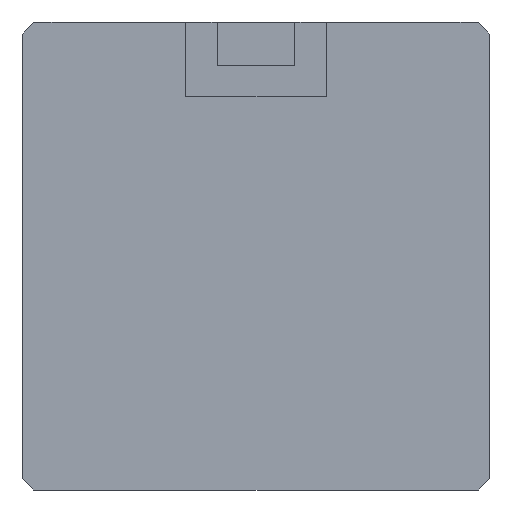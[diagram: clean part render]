
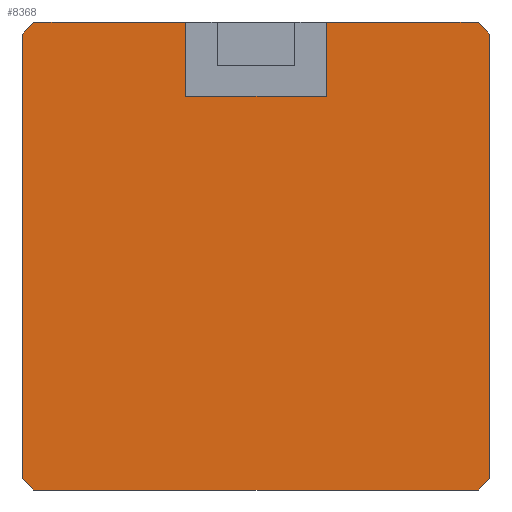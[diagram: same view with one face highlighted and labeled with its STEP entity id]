
A CAD part, front view. The second image highlights one B-rep face of the part: STEP entity #8368.
In plain terms, the highlighted planar face has unit normal (0, -1, 0).
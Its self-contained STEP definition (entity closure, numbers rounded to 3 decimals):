
#496 = EDGE_CURVE ( 'NONE', #1944, #8772, #3014, .T. ) ;
#625 = B_SPLINE_CURVE_WITH_KNOTS ( 'NONE', 3,
 ( #6529, #2226, #10044, #3880 ),
 .UNSPECIFIED., .F., .F.,
 ( 4, 4 ),
 ( 0., 1. ),
 .UNSPECIFIED. ) ;
#761 = VERTEX_POINT ( 'NONE', #9471 ) ;
#783 = CARTESIAN_POINT ( 'NONE',  ( 2.719, -138.719, 1.636 ) ) ;
#804 = CARTESIAN_POINT ( 'NONE',  ( -2.681, -138.719, 3.236 ) ) ;
#834 = CARTESIAN_POINT ( 'NONE',  ( 9.019, -138.719, 3.536 ) ) ;
#890 = CARTESIAN_POINT ( 'NONE',  ( 9.019, -138.719, -8.464 ) ) ;
#1101 = CARTESIAN_POINT ( 'NONE',  ( 9.319, -138.719, 3.236 ) ) ;
#1152 = VERTEX_POINT ( 'NONE', #8355 ) ;
#1158 = EDGE_CURVE ( 'NONE', #7744, #4381, #6955, .T. ) ;
#1234 = B_SPLINE_CURVE_WITH_KNOTS ( 'NONE', 3,
 ( #10737, #5415, #4556, #3604 ),
 .UNSPECIFIED., .F., .F.,
 ( 4, 4 ),
 ( 0., 1. ),
 .UNSPECIFIED. ) ;
#1293 = ORIENTED_EDGE ( 'NONE', *, *, #6692, .T. ) ;
#1520 = EDGE_CURVE ( 'NONE', #761, #8868, #9611, .T. ) ;
#1552 = CARTESIAN_POINT ( 'NONE',  ( 1.519, -138.719, 3.536 ) ) ;
#1656 = ORIENTED_EDGE ( 'NONE', *, *, #10837, .T. ) ;
#1711 = B_SPLINE_CURVE_WITH_KNOTS ( 'NONE', 3,
 ( #1950, #3776, #9934, #2979 ),
 .UNSPECIFIED., .F., .F.,
 ( 4, 4 ),
 ( 0., 1. ),
 .UNSPECIFIED. ) ;
#1755 = B_SPLINE_CURVE_WITH_KNOTS ( 'NONE', 3,
 ( #8503, #8420, #9588, #10368 ),
 .UNSPECIFIED., .F., .F.,
 ( 4, 4 ),
 ( 0., 1. ),
 .UNSPECIFIED. ) ;
#1781 = EDGE_CURVE ( 'NONE', #2928, #9173, #625, .T. ) ;
#1828 = ORIENTED_EDGE ( 'NONE', *, *, #1781, .T. ) ;
#1944 = VERTEX_POINT ( 'NONE', #890 ) ;
#1950 = CARTESIAN_POINT ( 'NONE',  ( 9.319, -138.719, 3.236 ) ) ;
#1984 = CARTESIAN_POINT ( 'NONE',  ( 5.119, -138.719, 2.269 ) ) ;
#2135 = CARTESIAN_POINT ( 'NONE',  ( 1.519, -138.719, 3.536 ) ) ;
#2138 = ORIENTED_EDGE ( 'NONE', *, *, #6032, .T. ) ;
#2203 = CARTESIAN_POINT ( 'NONE',  ( 1.519, -138.719, 2.902 ) ) ;
#2226 = CARTESIAN_POINT ( 'NONE',  ( 7.719, -138.719, 3.536 ) ) ;
#2638 = ORIENTED_EDGE ( 'NONE', *, *, #1158, .T. ) ;
#2928 = VERTEX_POINT ( 'NONE', #834 ) ;
#2979 = CARTESIAN_POINT ( 'NONE',  ( 9.019, -138.719, 3.536 ) ) ;
#3014 = B_SPLINE_CURVE_WITH_KNOTS ( 'NONE', 3,
 ( #4628, #3859, #5531, #10026 ),
 .UNSPECIFIED., .F., .F.,
 ( 4, 4 ),
 ( 0., 1. ),
 .UNSPECIFIED. ) ;
#3069 = EDGE_CURVE ( 'NONE', #8772, #5249, #8154, .T. ) ;
#3246 = FACE_OUTER_BOUND ( 'NONE', #8432, .T. ) ;
#3272 = PLANE ( 'NONE',  #3747 ) ;
#3378 = B_SPLINE_CURVE_WITH_KNOTS ( 'NONE', 3,
 ( #11277, #6139, #783, #10570 ),
 .UNSPECIFIED., .F., .F.,
 ( 4, 4 ),
 ( 0., 1. ),
 .UNSPECIFIED. ) ;
#3417 = DIRECTION ( 'NONE',  ( 0., 0., -1. ) ) ;
#3604 = CARTESIAN_POINT ( 'NONE',  ( 9.019, -138.719, -8.464 ) ) ;
#3611 = B_SPLINE_CURVE_WITH_KNOTS ( 'NONE', 3,
 ( #3932, #7391, #2203, #2135 ),
 .UNSPECIFIED., .F., .F.,
 ( 4, 4 ),
 ( 0., 1. ),
 .UNSPECIFIED. ) ;
#3747 = AXIS2_PLACEMENT_3D ( 'NONE', #5117, #11303, #3417 ) ;
#3776 = CARTESIAN_POINT ( 'NONE',  ( 9.219, -138.719, 3.336 ) ) ;
#3821 = CARTESIAN_POINT ( 'NONE',  ( -2.481, -138.719, 3.436 ) ) ;
#3859 = CARTESIAN_POINT ( 'NONE',  ( 9.119, -138.719, -8.364 ) ) ;
#3880 = CARTESIAN_POINT ( 'NONE',  ( 5.119, -138.719, 3.536 ) ) ;
#3932 = CARTESIAN_POINT ( 'NONE',  ( 1.519, -138.719, 1.636 ) ) ;
#4126 = ORIENTED_EDGE ( 'NONE', *, *, #10749, .T. ) ;
#4381 = VERTEX_POINT ( 'NONE', #4415 ) ;
#4415 = CARTESIAN_POINT ( 'NONE',  ( -2.681, -138.719, -8.164 ) ) ;
#4556 = CARTESIAN_POINT ( 'NONE',  ( 5.219, -138.719, -8.464 ) ) ;
#4561 = CARTESIAN_POINT ( 'NONE',  ( 5.119, -138.719, 3.536 ) ) ;
#4628 = CARTESIAN_POINT ( 'NONE',  ( 9.019, -138.719, -8.464 ) ) ;
#4710 = CARTESIAN_POINT ( 'NONE',  ( -2.681, -138.719, 3.236 ) ) ;
#4771 = B_SPLINE_CURVE_WITH_KNOTS ( 'NONE', 3,
 ( #5682, #3821, #10059, #4710 ),
 .UNSPECIFIED., .F., .F.,
 ( 4, 4 ),
 ( 0., 1. ),
 .UNSPECIFIED. ) ;
#4902 = CARTESIAN_POINT ( 'NONE',  ( 0.219, -138.719, 3.536 ) ) ;
#4906 = CARTESIAN_POINT ( 'NONE',  ( 9.319, -138.719, -8.164 ) ) ;
#4927 = ORIENTED_EDGE ( 'NONE', *, *, #7266, .T. ) ;
#4954 = VERTEX_POINT ( 'NONE', #10571 ) ;
#5117 = CARTESIAN_POINT ( 'NONE',  ( 3.319, -138.719, -2.464 ) ) ;
#5249 = VERTEX_POINT ( 'NONE', #5931 ) ;
#5415 = CARTESIAN_POINT ( 'NONE',  ( 1.419, -138.719, -8.464 ) ) ;
#5453 = VERTEX_POINT ( 'NONE', #6189 ) ;
#5531 = CARTESIAN_POINT ( 'NONE',  ( 9.219, -138.719, -8.264 ) ) ;
#5682 = CARTESIAN_POINT ( 'NONE',  ( -2.381, -138.719, 3.536 ) ) ;
#5794 = CARTESIAN_POINT ( 'NONE',  ( -2.381, -138.719, 3.536 ) ) ;
#5931 = CARTESIAN_POINT ( 'NONE',  ( 9.319, -138.719, 3.236 ) ) ;
#6032 = EDGE_CURVE ( 'NONE', #9173, #1152, #10108, .T. ) ;
#6139 = CARTESIAN_POINT ( 'NONE',  ( 3.919, -138.719, 1.636 ) ) ;
#6183 = CARTESIAN_POINT ( 'NONE',  ( 9.319, -138.719, -4.364 ) ) ;
#6189 = CARTESIAN_POINT ( 'NONE',  ( 1.519, -138.719, 1.636 ) ) ;
#6529 = CARTESIAN_POINT ( 'NONE',  ( 9.019, -138.719, 3.536 ) ) ;
#6692 = EDGE_CURVE ( 'NONE', #4381, #4954, #1755, .T. ) ;
#6955 = B_SPLINE_CURVE_WITH_KNOTS ( 'NONE', 3,
 ( #804, #11222, #10344, #8588 ),
 .UNSPECIFIED., .F., .F.,
 ( 4, 4 ),
 ( 0., 1. ),
 .UNSPECIFIED. ) ;
#7119 = EDGE_CURVE ( 'NONE', #5249, #2928, #1711, .T. ) ;
#7161 = ORIENTED_EDGE ( 'NONE', *, *, #3069, .T. ) ;
#7167 = CARTESIAN_POINT ( 'NONE',  ( 5.119, -138.719, 2.902 ) ) ;
#7194 = CARTESIAN_POINT ( 'NONE',  ( 9.319, -138.719, -0.564 ) ) ;
#7266 = EDGE_CURVE ( 'NONE', #1152, #5453, #3378, .T. ) ;
#7391 = CARTESIAN_POINT ( 'NONE',  ( 1.519, -138.719, 2.269 ) ) ;
#7744 = VERTEX_POINT ( 'NONE', #10246 ) ;
#8154 = B_SPLINE_CURVE_WITH_KNOTS ( 'NONE', 3,
 ( #10765, #6183, #7194, #1101 ),
 .UNSPECIFIED., .F., .F.,
 ( 4, 4 ),
 ( 0., 1. ),
 .UNSPECIFIED. ) ;
#8355 = CARTESIAN_POINT ( 'NONE',  ( 5.119, -138.719, 1.636 ) ) ;
#8368 = ADVANCED_FACE ( 'NONE', ( #3246 ), #3272, .T. ) ;
#8420 = CARTESIAN_POINT ( 'NONE',  ( -2.581, -138.719, -8.264 ) ) ;
#8432 = EDGE_LOOP ( 'NONE', ( #1828, #2138, #4927, #1656, #10247, #8733, #2638, #1293, #4126, #9134, #7161, #10498 ) ) ;
#8503 = CARTESIAN_POINT ( 'NONE',  ( -2.681, -138.719, -8.164 ) ) ;
#8588 = CARTESIAN_POINT ( 'NONE',  ( -2.681, -138.719, -8.164 ) ) ;
#8733 = ORIENTED_EDGE ( 'NONE', *, *, #9581, .T. ) ;
#8772 = VERTEX_POINT ( 'NONE', #4906 ) ;
#8868 = VERTEX_POINT ( 'NONE', #10799 ) ;
#8907 = CARTESIAN_POINT ( 'NONE',  ( 5.119, -138.719, 1.636 ) ) ;
#8963 = CARTESIAN_POINT ( 'NONE',  ( 5.119, -138.719, 3.536 ) ) ;
#9134 = ORIENTED_EDGE ( 'NONE', *, *, #496, .T. ) ;
#9173 = VERTEX_POINT ( 'NONE', #8963 ) ;
#9471 = CARTESIAN_POINT ( 'NONE',  ( 1.519, -138.719, 3.536 ) ) ;
#9581 = EDGE_CURVE ( 'NONE', #8868, #7744, #4771, .T. ) ;
#9588 = CARTESIAN_POINT ( 'NONE',  ( -2.481, -138.719, -8.364 ) ) ;
#9611 = B_SPLINE_CURVE_WITH_KNOTS ( 'NONE', 3,
 ( #1552, #4902, #11111, #5794 ),
 .UNSPECIFIED., .F., .F.,
 ( 4, 4 ),
 ( 0., 1. ),
 .UNSPECIFIED. ) ;
#9934 = CARTESIAN_POINT ( 'NONE',  ( 9.119, -138.719, 3.436 ) ) ;
#10026 = CARTESIAN_POINT ( 'NONE',  ( 9.319, -138.719, -8.164 ) ) ;
#10044 = CARTESIAN_POINT ( 'NONE',  ( 6.419, -138.719, 3.536 ) ) ;
#10059 = CARTESIAN_POINT ( 'NONE',  ( -2.581, -138.719, 3.336 ) ) ;
#10108 = B_SPLINE_CURVE_WITH_KNOTS ( 'NONE', 3,
 ( #4561, #7167, #1984, #8907 ),
 .UNSPECIFIED., .F., .F.,
 ( 4, 4 ),
 ( 0., 1. ),
 .UNSPECIFIED. ) ;
#10246 = CARTESIAN_POINT ( 'NONE',  ( -2.681, -138.719, 3.236 ) ) ;
#10247 = ORIENTED_EDGE ( 'NONE', *, *, #1520, .T. ) ;
#10344 = CARTESIAN_POINT ( 'NONE',  ( -2.681, -138.719, -4.364 ) ) ;
#10368 = CARTESIAN_POINT ( 'NONE',  ( -2.381, -138.719, -8.464 ) ) ;
#10498 = ORIENTED_EDGE ( 'NONE', *, *, #7119, .T. ) ;
#10570 = CARTESIAN_POINT ( 'NONE',  ( 1.519, -138.719, 1.636 ) ) ;
#10571 = CARTESIAN_POINT ( 'NONE',  ( -2.381, -138.719, -8.464 ) ) ;
#10737 = CARTESIAN_POINT ( 'NONE',  ( -2.381, -138.719, -8.464 ) ) ;
#10749 = EDGE_CURVE ( 'NONE', #4954, #1944, #1234, .T. ) ;
#10765 = CARTESIAN_POINT ( 'NONE',  ( 9.319, -138.719, -8.164 ) ) ;
#10799 = CARTESIAN_POINT ( 'NONE',  ( -2.381, -138.719, 3.536 ) ) ;
#10837 = EDGE_CURVE ( 'NONE', #5453, #761, #3611, .T. ) ;
#11111 = CARTESIAN_POINT ( 'NONE',  ( -1.081, -138.719, 3.536 ) ) ;
#11222 = CARTESIAN_POINT ( 'NONE',  ( -2.681, -138.719, -0.564 ) ) ;
#11277 = CARTESIAN_POINT ( 'NONE',  ( 5.119, -138.719, 1.636 ) ) ;
#11303 = DIRECTION ( 'NONE',  ( 0., -1., 0. ) ) ;
